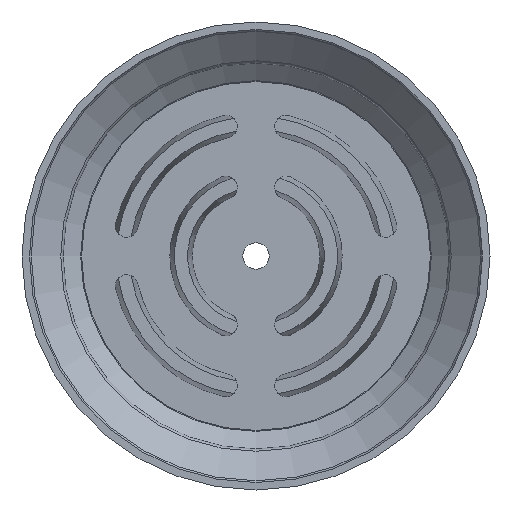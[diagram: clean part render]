
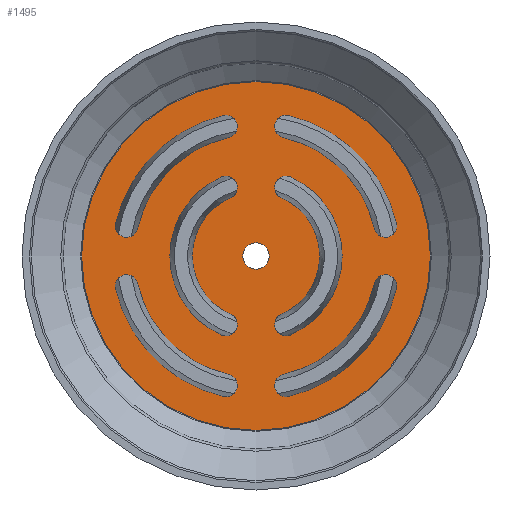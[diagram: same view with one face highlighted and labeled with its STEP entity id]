
A CAD part, front view. The second image highlights one B-rep face of the part: STEP entity #1495.
In plain terms, the highlighted planar face has unit normal (0, -1, 0).
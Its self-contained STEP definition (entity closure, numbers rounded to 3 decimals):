
#104=PLANE('',#1628);
#260=ORIENTED_EDGE('',*,*,#485,.F.);
#261=ORIENTED_EDGE('',*,*,#491,.T.);
#262=ORIENTED_EDGE('',*,*,#451,.T.);
#263=ORIENTED_EDGE('',*,*,#492,.T.);
#264=ORIENTED_EDGE('',*,*,#493,.F.);
#265=ORIENTED_EDGE('',*,*,#480,.F.);
#266=ORIENTED_EDGE('',*,*,#494,.T.);
#267=ORIENTED_EDGE('',*,*,#434,.T.);
#268=ORIENTED_EDGE('',*,*,#495,.T.);
#269=ORIENTED_EDGE('',*,*,#496,.T.);
#270=ORIENTED_EDGE('',*,*,#407,.F.);
#271=ORIENTED_EDGE('',*,*,#497,.T.);
#272=ORIENTED_EDGE('',*,*,#483,.T.);
#273=ORIENTED_EDGE('',*,*,#498,.T.);
#274=ORIENTED_EDGE('',*,*,#413,.F.);
#275=ORIENTED_EDGE('',*,*,#499,.T.);
#276=ORIENTED_EDGE('',*,*,#431,.T.);
#277=ORIENTED_EDGE('',*,*,#500,.T.);
#278=ORIENTED_EDGE('',*,*,#411,.F.);
#279=ORIENTED_EDGE('',*,*,#501,.T.);
#280=ORIENTED_EDGE('',*,*,#437,.T.);
#281=ORIENTED_EDGE('',*,*,#502,.T.);
#282=ORIENTED_EDGE('',*,*,#439,.F.);
#283=ORIENTED_EDGE('',*,*,#503,.T.);
#284=ORIENTED_EDGE('',*,*,#489,.T.);
#285=ORIENTED_EDGE('',*,*,#478,.T.);
#407=EDGE_CURVE('',#538,#539,#632,.T.);
#411=EDGE_CURVE('',#542,#543,#634,.T.);
#413=EDGE_CURVE('',#544,#545,#635,.T.);
#431=EDGE_CURVE('',#559,#558,#650,.T.);
#434=EDGE_CURVE('',#561,#560,#651,.T.);
#437=EDGE_CURVE('',#563,#562,#652,.T.);
#439=EDGE_CURVE('',#564,#565,#653,.T.);
#451=EDGE_CURVE('',#575,#574,#662,.T.);
#478=EDGE_CURVE('',#601,#601,#682,.T.);
#480=EDGE_CURVE('',#602,#603,#683,.T.);
#483=EDGE_CURVE('',#605,#604,#684,.T.);
#485=EDGE_CURVE('',#606,#607,#685,.T.);
#489=EDGE_CURVE('',#609,#608,#686,.T.);
#491=EDGE_CURVE('',#606,#575,#687,.T.);
#492=EDGE_CURVE('',#574,#607,#688,.T.);
#493=EDGE_CURVE('',#610,#610,#689,.F.);
#494=EDGE_CURVE('',#602,#561,#690,.T.);
#495=EDGE_CURVE('',#560,#603,#691,.T.);
#496=EDGE_CURVE('',#604,#539,#692,.T.);
#497=EDGE_CURVE('',#538,#605,#693,.T.);
#498=EDGE_CURVE('',#558,#545,#694,.T.);
#499=EDGE_CURVE('',#544,#559,#695,.T.);
#500=EDGE_CURVE('',#562,#543,#696,.T.);
#501=EDGE_CURVE('',#542,#563,#697,.T.);
#502=EDGE_CURVE('',#608,#565,#698,.T.);
#503=EDGE_CURVE('',#564,#609,#699,.T.);
#538=VERTEX_POINT('',#2040);
#539=VERTEX_POINT('',#2042);
#542=VERTEX_POINT('',#2067);
#543=VERTEX_POINT('',#2069);
#544=VERTEX_POINT('',#2082);
#545=VERTEX_POINT('',#2083);
#558=VERTEX_POINT('',#2145);
#559=VERTEX_POINT('',#2147);
#560=VERTEX_POINT('',#2169);
#561=VERTEX_POINT('',#2171);
#562=VERTEX_POINT('',#2193);
#563=VERTEX_POINT('',#2195);
#564=VERTEX_POINT('',#2208);
#565=VERTEX_POINT('',#2209);
#574=VERTEX_POINT('',#2259);
#575=VERTEX_POINT('',#2261);
#601=VERTEX_POINT('',#2343);
#602=VERTEX_POINT('',#2355);
#603=VERTEX_POINT('',#2357);
#604=VERTEX_POINT('',#2379);
#605=VERTEX_POINT('',#2381);
#606=VERTEX_POINT('',#2394);
#607=VERTEX_POINT('',#2395);
#608=VERTEX_POINT('',#2427);
#609=VERTEX_POINT('',#2429);
#610=VERTEX_POINT('',#2444);
#632=CIRCLE('',#1536,38.5);
#634=CIRCLE('',#1539,38.5);
#635=CIRCLE('',#1541,38.5);
#650=CIRCLE('',#1561,32.5);
#651=CIRCLE('',#1563,32.5);
#652=CIRCLE('',#1565,32.5);
#653=CIRCLE('',#1567,23.);
#662=CIRCLE('',#1579,17.);
#682=CIRCLE('',#1619,46.569);
#683=CIRCLE('',#1621,38.5);
#684=CIRCLE('',#1623,32.5);
#685=CIRCLE('',#1625,23.);
#686=CIRCLE('',#1627,17.);
#687=CIRCLE('',#1629,3.);
#688=CIRCLE('',#1630,3.);
#689=CIRCLE('',#1631,3.5);
#690=CIRCLE('',#1632,3.);
#691=CIRCLE('',#1633,3.);
#692=CIRCLE('',#1634,3.);
#693=CIRCLE('',#1635,3.);
#694=CIRCLE('',#1636,3.);
#695=CIRCLE('',#1637,3.);
#696=CIRCLE('',#1638,3.);
#697=CIRCLE('',#1639,3.);
#698=CIRCLE('',#1640,3.);
#699=CIRCLE('',#1641,3.);
#772=EDGE_LOOP('',(#260,#261,#262,#263));
#773=EDGE_LOOP('',(#264));
#774=EDGE_LOOP('',(#265,#266,#267,#268));
#775=EDGE_LOOP('',(#269,#270,#271,#272));
#776=EDGE_LOOP('',(#273,#274,#275,#276));
#777=EDGE_LOOP('',(#277,#278,#279,#280));
#778=EDGE_LOOP('',(#281,#282,#283,#284));
#779=EDGE_LOOP('',(#285));
#880=FACE_BOUND('',#772,.T.);
#881=FACE_BOUND('',#773,.T.);
#882=FACE_BOUND('',#774,.T.);
#883=FACE_BOUND('',#775,.T.);
#884=FACE_BOUND('',#776,.T.);
#885=FACE_BOUND('',#777,.T.);
#886=FACE_BOUND('',#778,.T.);
#887=FACE_BOUND('',#779,.T.);
#1495=ADVANCED_FACE('',(#880,#881,#882,#883,#884,#885,#886,#887),#104,.F.);
#1536=AXIS2_PLACEMENT_3D('',#2041,#1695,#1696);
#1539=AXIS2_PLACEMENT_3D('',#2068,#1701,#1702);
#1541=AXIS2_PLACEMENT_3D('',#2081,#1705,#1706);
#1561=AXIS2_PLACEMENT_3D('',#2146,#1745,#1746);
#1563=AXIS2_PLACEMENT_3D('',#2170,#1749,#1750);
#1565=AXIS2_PLACEMENT_3D('',#2194,#1753,#1754);
#1567=AXIS2_PLACEMENT_3D('',#2207,#1757,#1758);
#1579=AXIS2_PLACEMENT_3D('',#2260,#1781,#1782);
#1619=AXIS2_PLACEMENT_3D('',#2342,#1867,#1868);
#1621=AXIS2_PLACEMENT_3D('',#2356,#1871,#1872);
#1623=AXIS2_PLACEMENT_3D('',#2380,#1875,#1876);
#1625=AXIS2_PLACEMENT_3D('',#2393,#1879,#1880);
#1627=AXIS2_PLACEMENT_3D('',#2428,#1883,#1884);
#1628=AXIS2_PLACEMENT_3D('',#2440,#1885,#1886);
#1629=AXIS2_PLACEMENT_3D('',#2441,#1887,#1888);
#1630=AXIS2_PLACEMENT_3D('',#2442,#1889,#1890);
#1631=AXIS2_PLACEMENT_3D('',#2443,#1891,#1892);
#1632=AXIS2_PLACEMENT_3D('',#2445,#1893,#1894);
#1633=AXIS2_PLACEMENT_3D('',#2446,#1895,#1896);
#1634=AXIS2_PLACEMENT_3D('',#2447,#1897,#1898);
#1635=AXIS2_PLACEMENT_3D('',#2448,#1899,#1900);
#1636=AXIS2_PLACEMENT_3D('',#2449,#1901,#1902);
#1637=AXIS2_PLACEMENT_3D('',#2450,#1903,#1904);
#1638=AXIS2_PLACEMENT_3D('',#2451,#1905,#1906);
#1639=AXIS2_PLACEMENT_3D('',#2452,#1907,#1908);
#1640=AXIS2_PLACEMENT_3D('',#2453,#1909,#1910);
#1641=AXIS2_PLACEMENT_3D('',#2454,#1911,#1912);
#1695=DIRECTION('',(0.,-1.,0.));
#1696=DIRECTION('',(0.,0.,-1.));
#1701=DIRECTION('',(0.,-1.,0.));
#1702=DIRECTION('',(0.,0.,-1.));
#1705=DIRECTION('',(0.,-1.,0.));
#1706=DIRECTION('',(0.,0.,-1.));
#1745=DIRECTION('',(0.,-1.,0.));
#1746=DIRECTION('',(0.,0.,-1.));
#1749=DIRECTION('',(0.,-1.,0.));
#1750=DIRECTION('',(0.,0.,-1.));
#1753=DIRECTION('',(0.,-1.,0.));
#1754=DIRECTION('',(0.,0.,-1.));
#1757=DIRECTION('',(0.,-1.,0.));
#1758=DIRECTION('',(0.,0.,-1.));
#1781=DIRECTION('',(0.,-1.,0.));
#1782=DIRECTION('',(0.,0.,-1.));
#1867=DIRECTION('',(0.,-1.,0.));
#1868=DIRECTION('',(0.,0.,-1.));
#1871=DIRECTION('',(0.,-1.,0.));
#1872=DIRECTION('',(0.,0.,-1.));
#1875=DIRECTION('',(0.,-1.,0.));
#1876=DIRECTION('',(0.,0.,-1.));
#1879=DIRECTION('',(0.,-1.,0.));
#1880=DIRECTION('',(0.,0.,-1.));
#1883=DIRECTION('',(0.,-1.,0.));
#1884=DIRECTION('',(0.,0.,-1.));
#1885=DIRECTION('',(0.,1.,0.));
#1886=DIRECTION('',(0.,0.,1.));
#1887=DIRECTION('',(0.,1.,0.));
#1888=DIRECTION('',(1.,0.,0.));
#1889=DIRECTION('',(0.,1.,0.));
#1890=DIRECTION('',(1.,0.,0.));
#1891=DIRECTION('',(0.,1.,0.));
#1892=DIRECTION('',(0.,0.,1.));
#1893=DIRECTION('',(0.,1.,0.));
#1894=DIRECTION('',(1.,0.,0.));
#1895=DIRECTION('',(0.,1.,0.));
#1896=DIRECTION('',(1.,0.,0.));
#1897=DIRECTION('',(0.,1.,0.));
#1898=DIRECTION('',(1.,0.,0.));
#1899=DIRECTION('',(0.,1.,0.));
#1900=DIRECTION('',(1.,0.,0.));
#1901=DIRECTION('',(0.,1.,0.));
#1902=DIRECTION('',(1.,0.,0.));
#1903=DIRECTION('',(0.,1.,0.));
#1904=DIRECTION('',(1.,0.,0.));
#1905=DIRECTION('',(0.,1.,0.));
#1906=DIRECTION('',(1.,0.,0.));
#1907=DIRECTION('',(0.,1.,0.));
#1908=DIRECTION('',(1.,0.,0.));
#1909=DIRECTION('',(0.,1.,0.));
#1910=DIRECTION('',(1.,0.,0.));
#1911=DIRECTION('',(0.,1.,0.));
#1912=DIRECTION('',(1.,0.,0.));
#2040=CARTESIAN_POINT('',(8.676,32.,-37.51));
#2041=CARTESIAN_POINT('',(0.,32.,0.));
#2042=CARTESIAN_POINT('',(37.51,32.,-8.676));
#2067=CARTESIAN_POINT('',(-8.676,32.,37.51));
#2068=CARTESIAN_POINT('',(0.,32.,0.));
#2069=CARTESIAN_POINT('',(-37.51,32.,8.676));
#2081=CARTESIAN_POINT('',(0.,32.,0.));
#2082=CARTESIAN_POINT('',(-37.51,32.,-8.676));
#2083=CARTESIAN_POINT('',(-8.676,32.,-37.51));
#2145=CARTESIAN_POINT('',(-7.324,32.,-31.664));
#2146=CARTESIAN_POINT('',(0.,32.,0.));
#2147=CARTESIAN_POINT('',(-31.664,32.,-7.324));
#2169=CARTESIAN_POINT('',(7.324,32.,31.664));
#2170=CARTESIAN_POINT('',(0.,32.,0.));
#2171=CARTESIAN_POINT('',(31.664,32.,7.324));
#2193=CARTESIAN_POINT('',(-31.664,32.,7.324));
#2194=CARTESIAN_POINT('',(0.,32.,0.));
#2195=CARTESIAN_POINT('',(-7.324,32.,31.664));
#2207=CARTESIAN_POINT('',(0.,32.,0.));
#2208=CARTESIAN_POINT('',(-9.2,32.,21.08));
#2209=CARTESIAN_POINT('',(-9.2,32.,-21.08));
#2259=CARTESIAN_POINT('',(6.8,32.,15.581));
#2260=CARTESIAN_POINT('',(0.,32.,0.));
#2261=CARTESIAN_POINT('',(6.8,32.,-15.581));
#2342=CARTESIAN_POINT('',(0.,32.,0.));
#2343=CARTESIAN_POINT('',(0.,32.,-46.569));
#2355=CARTESIAN_POINT('',(37.51,32.,8.676));
#2356=CARTESIAN_POINT('',(0.,32.,0.));
#2357=CARTESIAN_POINT('',(8.676,32.,37.51));
#2379=CARTESIAN_POINT('',(31.664,32.,-7.324));
#2380=CARTESIAN_POINT('',(0.,32.,0.));
#2381=CARTESIAN_POINT('',(7.324,32.,-31.664));
#2393=CARTESIAN_POINT('',(0.,32.,0.));
#2394=CARTESIAN_POINT('',(9.2,32.,-21.08));
#2395=CARTESIAN_POINT('',(9.2,32.,21.08));
#2427=CARTESIAN_POINT('',(-6.8,32.,-15.581));
#2428=CARTESIAN_POINT('',(0.,32.,0.));
#2429=CARTESIAN_POINT('',(-6.8,32.,15.581));
#2440=CARTESIAN_POINT('',(17.,32.,0.));
#2441=CARTESIAN_POINT('',(8.,32.,-18.33));
#2442=CARTESIAN_POINT('',(8.,32.,18.33));
#2443=CARTESIAN_POINT('',(0.,32.,0.));
#2444=CARTESIAN_POINT('',(0.,32.,3.5));
#2445=CARTESIAN_POINT('',(34.587,32.,8.));
#2446=CARTESIAN_POINT('',(8.,32.,34.587));
#2447=CARTESIAN_POINT('',(34.587,32.,-8.));
#2448=CARTESIAN_POINT('',(8.,32.,-34.587));
#2449=CARTESIAN_POINT('',(-8.,32.,-34.587));
#2450=CARTESIAN_POINT('',(-34.587,32.,-8.));
#2451=CARTESIAN_POINT('',(-34.587,32.,8.));
#2452=CARTESIAN_POINT('',(-8.,32.,34.587));
#2453=CARTESIAN_POINT('',(-8.,32.,-18.33));
#2454=CARTESIAN_POINT('',(-8.,32.,18.33));
